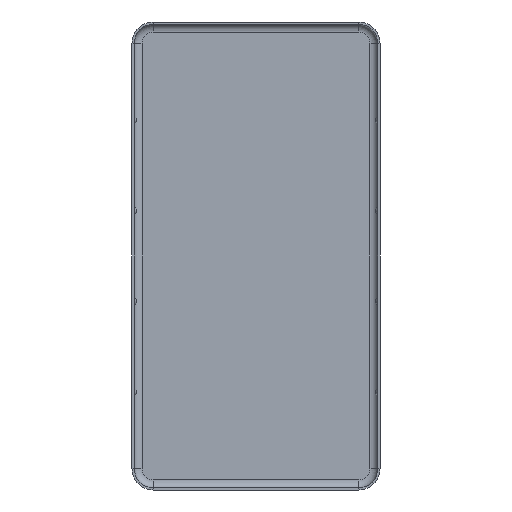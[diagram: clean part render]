
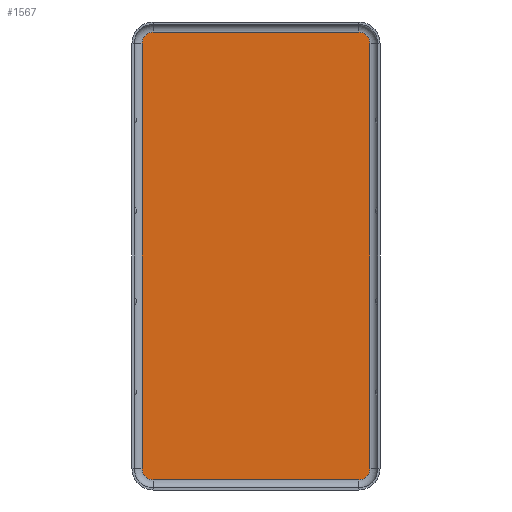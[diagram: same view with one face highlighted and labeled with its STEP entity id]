
A CAD part, front view. The second image highlights one B-rep face of the part: STEP entity #1567.
In plain terms, the highlighted planar face has unit normal (0, -1, 0).
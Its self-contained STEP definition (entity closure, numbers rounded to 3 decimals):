
#48 = VERTEX_POINT ( 'NONE', #633 ) ;
#52 = VERTEX_POINT ( 'NONE', #1955 ) ;
#57 = CIRCLE ( 'NONE', #542, 1. ) ;
#64 = CARTESIAN_POINT ( 'NONE',  ( 9.05, 0., -19.75 ) ) ;
#106 = CARTESIAN_POINT ( 'NONE',  ( 9.05, 0., -18.75 ) ) ;
#125 = DIRECTION ( 'NONE',  ( 0., 0., -1. ) ) ;
#158 = ORIENTED_EDGE ( 'NONE', *, *, #2044, .F. ) ;
#202 = ORIENTED_EDGE ( 'NONE', *, *, #2021, .T. ) ;
#265 = CARTESIAN_POINT ( 'NONE',  ( -9.05, 0., 19.75 ) ) ;
#290 = EDGE_CURVE ( 'NONE', #48, #304, #490, .T. ) ;
#301 = VERTEX_POINT ( 'NONE', #265 ) ;
#304 = VERTEX_POINT ( 'NONE', #1860 ) ;
#326 = EDGE_LOOP ( 'NONE', ( #1279, #1599, #158, #2057, #1850, #992, #828, #202 ) ) ;
#328 = CARTESIAN_POINT ( 'NONE',  ( -9.05, 0., 18.75 ) ) ;
#353 = VERTEX_POINT ( 'NONE', #1064 ) ;
#398 = CIRCLE ( 'NONE', #1469, 1. ) ;
#405 = DIRECTION ( 'NONE',  ( -1., 0., 0. ) ) ;
#418 = DIRECTION ( 'NONE',  ( -1., 0., 0. ) ) ;
#451 = EDGE_CURVE ( 'NONE', #1823, #52, #57, .T. ) ;
#490 = LINE ( 'NONE', #1399, #966 ) ;
#497 = DIRECTION ( 'NONE',  ( 0., 0., -1. ) ) ;
#512 = CARTESIAN_POINT ( 'NONE',  ( 10.05, 0., 18.75 ) ) ;
#542 = AXIS2_PLACEMENT_3D ( 'NONE', #1740, #951, #1427 ) ;
#573 = DIRECTION ( 'NONE',  ( 0., 0., -1. ) ) ;
#591 = AXIS2_PLACEMENT_3D ( 'NONE', #2036, #897, #1391 ) ;
#633 = CARTESIAN_POINT ( 'NONE',  ( -10.05, 0., 18.75 ) ) ;
#652 = DIRECTION ( 'NONE',  ( 0., 1., 0. ) ) ;
#704 = LINE ( 'NONE', #64, #1879 ) ;
#742 = AXIS2_PLACEMENT_3D ( 'NONE', #1946, #1303, #1619 ) ;
#753 = CARTESIAN_POINT ( 'NONE',  ( 10.05, 0., -18.75 ) ) ;
#764 = CARTESIAN_POINT ( 'NONE',  ( 10.05, 0., 0. ) ) ;
#828 = ORIENTED_EDGE ( 'NONE', *, *, #290, .T. ) ;
#897 = DIRECTION ( 'NONE',  ( 0., -1., 0. ) ) ;
#951 = DIRECTION ( 'NONE',  ( 0., 1., 0. ) ) ;
#966 = VECTOR ( 'NONE', #573, 1000. ) ;
#992 = ORIENTED_EDGE ( 'NONE', *, *, #1859, .F. ) ;
#1033 = EDGE_CURVE ( 'NONE', #52, #1086, #704, .T. ) ;
#1059 = VECTOR ( 'NONE', #418, 1000. ) ;
#1064 = CARTESIAN_POINT ( 'NONE',  ( 9.05, 0., 19.75 ) ) ;
#1086 = VERTEX_POINT ( 'NONE', #1672 ) ;
#1195 = CIRCLE ( 'NONE', #742, 1. ) ;
#1212 = EDGE_CURVE ( 'NONE', #353, #301, #1678, .T. ) ;
#1218 = CARTESIAN_POINT ( 'NONE',  ( 9.05, 0., 19.75 ) ) ;
#1222 = LINE ( 'NONE', #764, #1600 ) ;
#1279 = ORIENTED_EDGE ( 'NONE', *, *, #1033, .F. ) ;
#1303 = DIRECTION ( 'NONE',  ( 0., -1., 0. ) ) ;
#1391 = DIRECTION ( 'NONE',  ( 0., 0., 1. ) ) ;
#1392 = DIRECTION ( 'NONE',  ( 0., 0., -1. ) ) ;
#1399 = CARTESIAN_POINT ( 'NONE',  ( -10.05, 0., 0. ) ) ;
#1427 = DIRECTION ( 'NONE',  ( 0., 0., 1. ) ) ;
#1469 = AXIS2_PLACEMENT_3D ( 'NONE', #328, #652, #497 ) ;
#1541 = PLANE ( 'NONE',  #1989 ) ;
#1565 = FACE_OUTER_BOUND ( 'NONE', #326, .T. ) ;
#1567 = ADVANCED_FACE ( 'NONE', ( #1565 ), #1541, .T. ) ;
#1599 = ORIENTED_EDGE ( 'NONE', *, *, #451, .F. ) ;
#1600 = VECTOR ( 'NONE', #125, 1000. ) ;
#1619 = DIRECTION ( 'NONE',  ( 0., 0., -1. ) ) ;
#1664 = CIRCLE ( 'NONE', #591, 1. ) ;
#1672 = CARTESIAN_POINT ( 'NONE',  ( -9.05, 0., -19.75 ) ) ;
#1678 = LINE ( 'NONE', #1218, #1059 ) ;
#1686 = DIRECTION ( 'NONE',  ( 0., -1., 0. ) ) ;
#1740 = CARTESIAN_POINT ( 'NONE',  ( 9.05, 0., -18.75 ) ) ;
#1823 = VERTEX_POINT ( 'NONE', #753 ) ;
#1850 = ORIENTED_EDGE ( 'NONE', *, *, #1212, .T. ) ;
#1859 = EDGE_CURVE ( 'NONE', #48, #301, #398, .T. ) ;
#1860 = CARTESIAN_POINT ( 'NONE',  ( -10.05, 0., -18.75 ) ) ;
#1879 = VECTOR ( 'NONE', #405, 1000. ) ;
#1930 = EDGE_CURVE ( 'NONE', #1975, #353, #1195, .T. ) ;
#1946 = CARTESIAN_POINT ( 'NONE',  ( 9.05, 0., 18.75 ) ) ;
#1955 = CARTESIAN_POINT ( 'NONE',  ( 9.05, 0., -19.75 ) ) ;
#1975 = VERTEX_POINT ( 'NONE', #512 ) ;
#1989 = AXIS2_PLACEMENT_3D ( 'NONE', #106, #1686, #1392 ) ;
#2021 = EDGE_CURVE ( 'NONE', #304, #1086, #1664, .T. ) ;
#2036 = CARTESIAN_POINT ( 'NONE',  ( -9.05, 0., -18.75 ) ) ;
#2044 = EDGE_CURVE ( 'NONE', #1975, #1823, #1222, .T. ) ;
#2057 = ORIENTED_EDGE ( 'NONE', *, *, #1930, .T. ) ;
